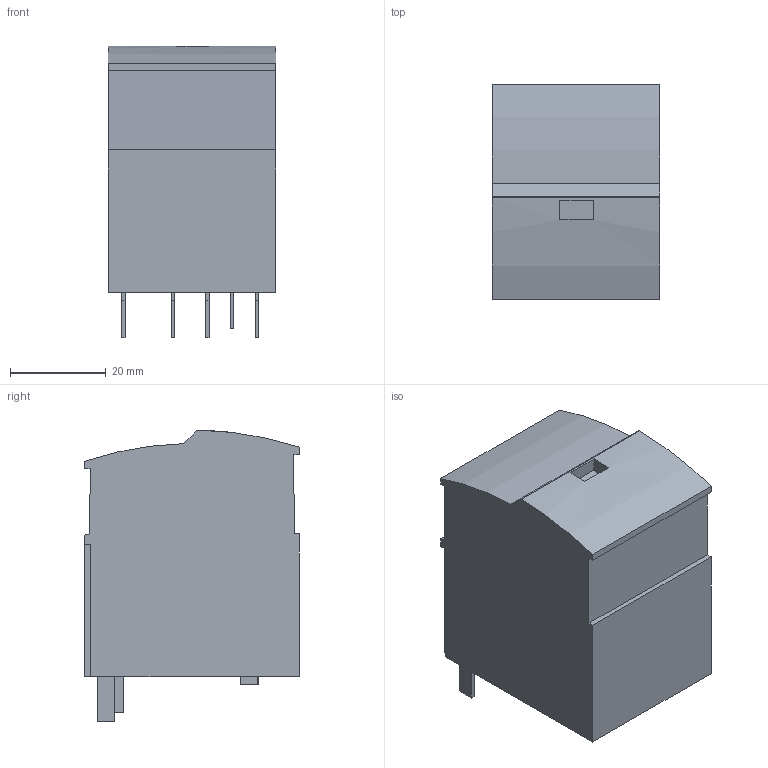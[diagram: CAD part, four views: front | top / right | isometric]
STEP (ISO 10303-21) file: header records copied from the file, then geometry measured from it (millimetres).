
FILE_DESCRIPTION(('Creo Elements/Direct Modeling STEP Export'),'2;1');
FILE_NAME('model.stp','2020-03-12T15:10:21',(''),(''),'Creo Elements/Direct Modeling STEP processor for AP214 (Solid Model)','Creo Elements/Direct Modeling 20.1A 29-Sep-2018 (C) Parametric Technology GmbH','');
FILE_SCHEMA(('AUTOMOTIVE_DESIGN { 1 0 10303 214 1 1 1 1 }'));
Length unit declared in the file: millimetre
Products named in the file (2): PLT_SEC_T3_3S_230_P-select
Assembly tree (1 placements, depth 2):
  PLT_SEC_T3_3S_230_P-select
    PLT_SEC_T3_3S_230_P-select
Bounding box: 35 x 44.8 x 60.85 mm (x, y, z)
Volume: 70115.1 mm3; surface area: 13299 mm2
Topology: 1 solids, 1 shells, 137 faces, 351 edges, 234 vertices
Faces by surface type: plane 132, cylinder 3, extrusion 2
Entity records: 4946 total; most frequent: CARTESIAN_POINT 755, ORIENTED_EDGE 702, DIRECTION 620, EDGE_CURVE 351, VECTOR 342, LINE 340, VERTEX_POINT 234, EDGE_LOOP 155
